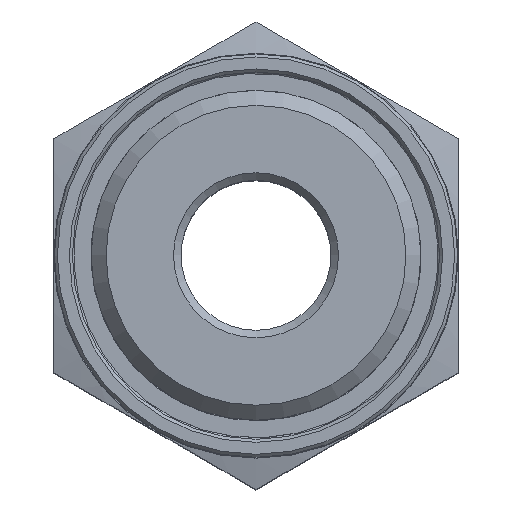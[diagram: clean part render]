
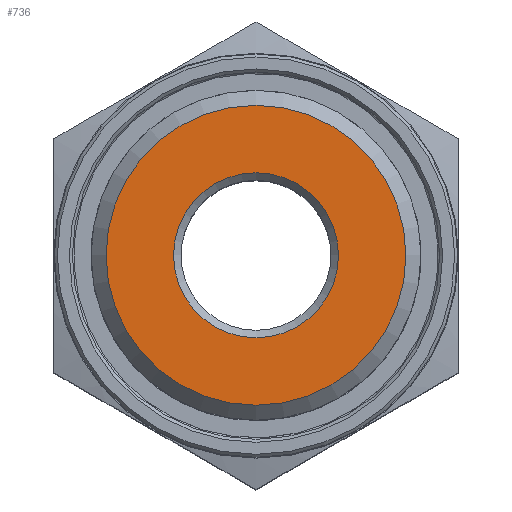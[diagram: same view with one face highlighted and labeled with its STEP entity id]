
A CAD part, top view. The second image highlights one B-rep face of the part: STEP entity #736.
In plain terms, the highlighted planar face has unit normal (0, 0, 1).
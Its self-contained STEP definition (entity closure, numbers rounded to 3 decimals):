
#693=CARTESIAN_POINT('',(5.5,0.,38.0));
#694=VERTEX_POINT('',#693);
#695=CARTESIAN_POINT('',(0.0,0.0,38.0));
#696=DIRECTION('',(0.0,0.0,1.0));
#697=DIRECTION('',(-1.0,0.0,0.0));
#698=AXIS2_PLACEMENT_3D('',#695,#696,#697);
#699=CIRCLE('',#698,5.5);
#700=EDGE_CURVE('',#694,#694,#699,.T.);
#717=CARTESIAN_POINT('',(0.,0.,38.0));
#718=DIRECTION('',(0.0,0.0,1.0));
#719=DIRECTION('',(1.0,0.0,0.0));
#720=AXIS2_PLACEMENT_3D('',#717,#718,#719);
#721=PLANE('',#720);
#722=CARTESIAN_POINT('',(10.0,0.,38.0));
#723=VERTEX_POINT('',#722);
#724=CARTESIAN_POINT('',(0.0,0.0,38.0));
#725=DIRECTION('',(0.0,0.0,-1.0));
#726=DIRECTION('',(-1.0,0.0,0.0));
#727=AXIS2_PLACEMENT_3D('',#724,#725,#726);
#728=CIRCLE('',#727,10.0);
#729=EDGE_CURVE('',#723,#723,#728,.T.);
#730=ORIENTED_EDGE('',*,*,#729,.F.);
#731=EDGE_LOOP('',(#730));
#732=FACE_OUTER_BOUND('',#731,.T.);
#733=ORIENTED_EDGE('',*,*,#700,.F.);
#734=EDGE_LOOP('',(#733));
#735=FACE_BOUND('',#734,.T.);
#736=ADVANCED_FACE('',(#732,#735),#721,.T.);
